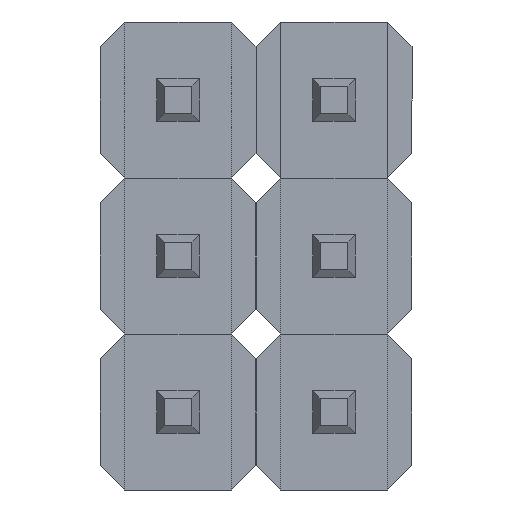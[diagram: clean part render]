
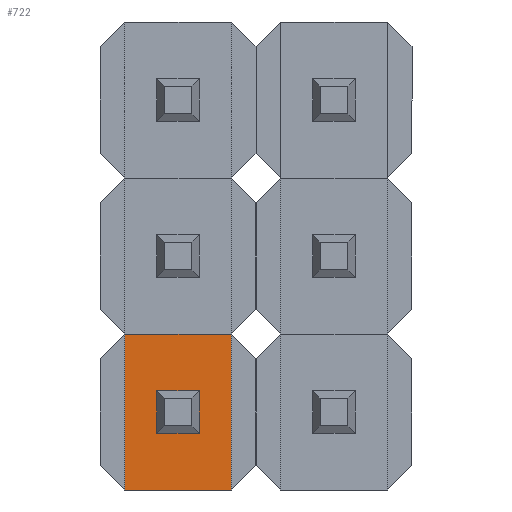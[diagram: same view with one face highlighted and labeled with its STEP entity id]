
A CAD part, front view. The second image highlights one B-rep face of the part: STEP entity #722.
In plain terms, the highlighted planar face has unit normal (0, -1, 0).
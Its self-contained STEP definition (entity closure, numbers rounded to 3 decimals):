
#25 = ORIENTED_EDGE ( 'NONE', *, *, #1135, .F. ) ;
#50 = CARTESIAN_POINT ( 'NONE',  ( -0.87, 0.3, 1.27 ) ) ;
#59 = LINE ( 'NONE', #324, #786 ) ;
#68 = LINE ( 'NONE', #987, #104 ) ;
#76 = CARTESIAN_POINT ( 'NONE',  ( -0.35, 0.3, 0.35 ) ) ;
#101 = CARTESIAN_POINT ( 'NONE',  ( -0.87, 0.3, -1.27 ) ) ;
#104 = VECTOR ( 'NONE', #409, 1000. ) ;
#148 = ORIENTED_EDGE ( 'NONE', *, *, #257, .F. ) ;
#236 = CARTESIAN_POINT ( 'NONE',  ( -0.87, 0.3, -1.27 ) ) ;
#257 = EDGE_CURVE ( 'NONE', #331, #357, #822, .T. ) ;
#318 = FACE_OUTER_BOUND ( 'NONE', #919, .T. ) ;
#324 = CARTESIAN_POINT ( 'NONE',  ( 0.87, 0.3, 1.27 ) ) ;
#330 = ORIENTED_EDGE ( 'NONE', *, *, #682, .F. ) ;
#331 = VERTEX_POINT ( 'NONE', #1044 ) ;
#332 = DIRECTION ( 'NONE',  ( 0., 0., -1. ) ) ;
#351 = FACE_BOUND ( 'NONE', #627, .T. ) ;
#357 = VERTEX_POINT ( 'NONE', #76 ) ;
#409 = DIRECTION ( 'NONE',  ( 1., 0., 0. ) ) ;
#414 = PLANE ( 'NONE',  #1242 ) ;
#422 = CARTESIAN_POINT ( 'NONE',  ( 0.35, 0.3, 0.35 ) ) ;
#497 = DIRECTION ( 'NONE',  ( -1., 0., 0. ) ) ;
#509 = DIRECTION ( 'NONE',  ( 0., 0., 1. ) ) ;
#560 = VERTEX_POINT ( 'NONE', #101 ) ;
#597 = DIRECTION ( 'NONE',  ( 0., 0., -1. ) ) ;
#604 = CARTESIAN_POINT ( 'NONE',  ( -0.87, 0.3, 1.27 ) ) ;
#608 = CARTESIAN_POINT ( 'NONE',  ( -0.35, 0.3, 0.35 ) ) ;
#611 = DIRECTION ( 'NONE',  ( -1., 0., 0. ) ) ;
#616 = ORIENTED_EDGE ( 'NONE', *, *, #659, .T. ) ;
#617 = DIRECTION ( 'NONE',  ( 0., 0., 1. ) ) ;
#627 = EDGE_LOOP ( 'NONE', ( #148, #25, #781, #330 ) ) ;
#659 = EDGE_CURVE ( 'NONE', #1003, #825, #1098, .T. ) ;
#682 = EDGE_CURVE ( 'NONE', #357, #768, #807, .T. ) ;
#694 = CARTESIAN_POINT ( 'NONE',  ( -0.35, 0.3, -0.35 ) ) ;
#701 = EDGE_CURVE ( 'NONE', #768, #732, #68, .T. ) ;
#722 = ADVANCED_FACE ( 'NONE', ( #318, #351 ), #414, .T. ) ;
#723 = EDGE_CURVE ( 'NONE', #1016, #1003, #59, .T. ) ;
#725 = VECTOR ( 'NONE', #904, 1000. ) ;
#732 = VERTEX_POINT ( 'NONE', #1193 ) ;
#757 = EDGE_CURVE ( 'NONE', #560, #1016, #981, .T. ) ;
#768 = VERTEX_POINT ( 'NONE', #694 ) ;
#781 = ORIENTED_EDGE ( 'NONE', *, *, #701, .F. ) ;
#786 = VECTOR ( 'NONE', #509, 1000. ) ;
#787 = DIRECTION ( 'NONE',  ( 0., -1., 0. ) ) ;
#807 = LINE ( 'NONE', #1069, #913 ) ;
#822 = LINE ( 'NONE', #608, #899 ) ;
#825 = VERTEX_POINT ( 'NONE', #964 ) ;
#886 = DIRECTION ( 'NONE',  ( 1., 0., 0. ) ) ;
#898 = VECTOR ( 'NONE', #617, 1000. ) ;
#899 = VECTOR ( 'NONE', #611, 1000. ) ;
#904 = DIRECTION ( 'NONE',  ( 0., 0., -1. ) ) ;
#913 = VECTOR ( 'NONE', #597, 1000. ) ;
#919 = EDGE_LOOP ( 'NONE', ( #1227, #1172, #1072, #616 ) ) ;
#947 = CARTESIAN_POINT ( 'NONE',  ( 0.87, 0.3, -1.27 ) ) ;
#964 = CARTESIAN_POINT ( 'NONE',  ( -0.87, 0.3, 1.27 ) ) ;
#981 = LINE ( 'NONE', #236, #1059 ) ;
#987 = CARTESIAN_POINT ( 'NONE',  ( -0.35, 0.3, -0.35 ) ) ;
#990 = LINE ( 'NONE', #422, #898 ) ;
#1003 = VERTEX_POINT ( 'NONE', #1041 ) ;
#1016 = VERTEX_POINT ( 'NONE', #947 ) ;
#1041 = CARTESIAN_POINT ( 'NONE',  ( 0.87, 0.3, 1.27 ) ) ;
#1044 = CARTESIAN_POINT ( 'NONE',  ( 0.35, 0.3, 0.35 ) ) ;
#1059 = VECTOR ( 'NONE', #886, 1000. ) ;
#1069 = CARTESIAN_POINT ( 'NONE',  ( -0.35, 0.3, 0.35 ) ) ;
#1072 = ORIENTED_EDGE ( 'NONE', *, *, #723, .T. ) ;
#1098 = LINE ( 'NONE', #604, #1113 ) ;
#1113 = VECTOR ( 'NONE', #497, 1000. ) ;
#1135 = EDGE_CURVE ( 'NONE', #732, #331, #990, .T. ) ;
#1172 = ORIENTED_EDGE ( 'NONE', *, *, #757, .T. ) ;
#1188 = CARTESIAN_POINT ( 'NONE',  ( 0., 0.3, 0. ) ) ;
#1193 = CARTESIAN_POINT ( 'NONE',  ( 0.35, 0.3, -0.35 ) ) ;
#1217 = EDGE_CURVE ( 'NONE', #825, #560, #1237, .T. ) ;
#1227 = ORIENTED_EDGE ( 'NONE', *, *, #1217, .T. ) ;
#1237 = LINE ( 'NONE', #50, #725 ) ;
#1242 = AXIS2_PLACEMENT_3D ( 'NONE', #1188, #787, #332 ) ;
